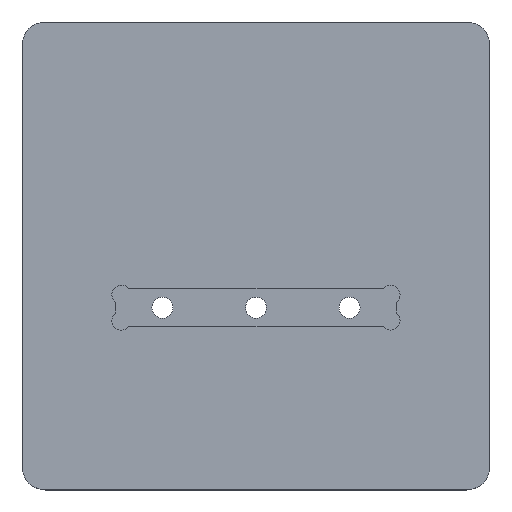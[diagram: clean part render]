
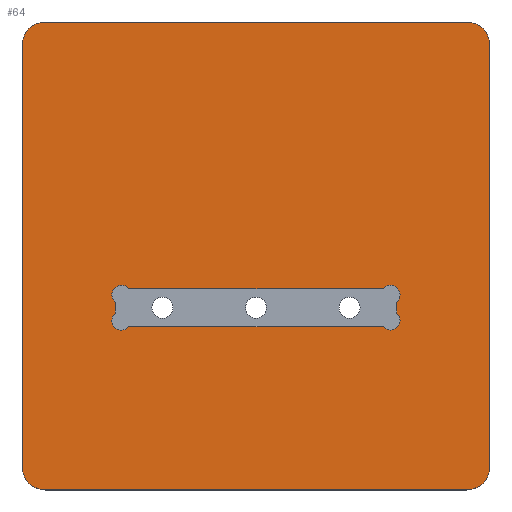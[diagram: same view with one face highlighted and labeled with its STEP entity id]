
A CAD part, top view. The second image highlights one B-rep face of the part: STEP entity #64.
In plain terms, the highlighted planar face has unit normal (0, 0, 1).
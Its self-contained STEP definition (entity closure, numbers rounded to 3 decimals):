
#2 = DIRECTION ( 'NONE',  ( 0., 0., 1. ) ) ;
#4 = DIRECTION ( 'NONE',  ( -1., 0., 0. ) ) ;
#11 = CIRCLE ( 'NONE', #935, 2.05 ) ;
#15 = EDGE_CURVE ( 'NONE', #397, #577, #648, .T. ) ;
#26 = DIRECTION ( 'NONE',  ( -1., 0., 0. ) ) ;
#33 = ORIENTED_EDGE ( 'NONE', *, *, #96, .F. ) ;
#38 = EDGE_LOOP ( 'NONE', ( #80, #660, #83, #224, #238, #473, #291, #504 ) ) ;
#43 = CARTESIAN_POINT ( 'NONE',  ( 0., 0., 8. ) ) ;
#47 = VERTEX_POINT ( 'NONE', #337 ) ;
#64 = ADVANCED_FACE ( 'NONE', ( #802, #234 ), #223, .F. ) ;
#74 = DIRECTION ( 'NONE',  ( 1., 0., 0. ) ) ;
#75 = CARTESIAN_POINT ( 'NONE',  ( 77.163, 43., 8. ) ) ;
#77 = EDGE_CURVE ( 'NONE', #915, #397, #623, .T. ) ;
#78 = CARTESIAN_POINT ( 'NONE',  ( 19.95, 40.113, 8. ) ) ;
#80 = ORIENTED_EDGE ( 'NONE', *, *, #669, .T. ) ;
#83 = ORIENTED_EDGE ( 'NONE', *, *, #419, .T. ) ;
#86 = AXIS2_PLACEMENT_3D ( 'NONE', #357, #800, #284 ) ;
#95 = VERTEX_POINT ( 'NONE', #176 ) ;
#96 = EDGE_CURVE ( 'NONE', #259, #156, #777, .T. ) ;
#97 = DIRECTION ( 'NONE',  ( 0., 0., 1. ) ) ;
#99 = VERTEX_POINT ( 'NONE', #828 ) ;
#106 = DIRECTION ( 'NONE',  ( 1., 0., 0. ) ) ;
#110 = CARTESIAN_POINT ( 'NONE',  ( 19.95, 34.9, 8. ) ) ;
#113 = EDGE_CURVE ( 'NONE', #436, #259, #11, .T. ) ;
#117 = CARTESIAN_POINT ( 'NONE',  ( 80.792, 41.692, 8. ) ) ;
#122 = DIRECTION ( 'NONE',  ( 1., 0., 0. ) ) ;
#129 = AXIS2_PLACEMENT_3D ( 'NONE', #268, #484, #618 ) ;
#130 = CARTESIAN_POINT ( 'NONE',  ( 0., 100., 8. ) ) ;
#141 = EDGE_CURVE ( 'NONE', #939, #743, #211, .T. ) ;
#143 = ORIENTED_EDGE ( 'NONE', *, *, #755, .F. ) ;
#150 = CARTESIAN_POINT ( 'NONE',  ( 80.05, 43., 8. ) ) ;
#155 = CARTESIAN_POINT ( 'NONE',  ( 19.95, 37.787, 8. ) ) ;
#156 = VERTEX_POINT ( 'NONE', #890 ) ;
#161 = CARTESIAN_POINT ( 'NONE',  ( 78.742, 41.692, 8. ) ) ;
#176 = CARTESIAN_POINT ( 'NONE',  ( 0., 5., 8. ) ) ;
#187 = ORIENTED_EDGE ( 'NONE', *, *, #908, .F. ) ;
#205 = CARTESIAN_POINT ( 'NONE',  ( 80.05, 37.787, 8. ) ) ;
#207 = CARTESIAN_POINT ( 'NONE',  ( 22.837, 34.9, 8. ) ) ;
#211 = LINE ( 'NONE', #150, #795 ) ;
#220 = DIRECTION ( 'NONE',  ( 0., 0., 1. ) ) ;
#223 = PLANE ( 'NONE',  #86 ) ;
#224 = ORIENTED_EDGE ( 'NONE', *, *, #77, .T. ) ;
#234 = FACE_OUTER_BOUND ( 'NONE', #38, .T. ) ;
#235 = DIRECTION ( 'NONE',  ( 0., 0., 1. ) ) ;
#238 = ORIENTED_EDGE ( 'NONE', *, *, #15, .T. ) ;
#244 = CARTESIAN_POINT ( 'NONE',  ( 5., 0., 8. ) ) ;
#245 = DIRECTION ( 'NONE',  ( -1., 0., 0. ) ) ;
#253 = EDGE_CURVE ( 'NONE', #711, #939, #329, .T. ) ;
#259 = VERTEX_POINT ( 'NONE', #207 ) ;
#260 = EDGE_CURVE ( 'NONE', #47, #95, #433, .T. ) ;
#268 = CARTESIAN_POINT ( 'NONE',  ( 95., 95., 8. ) ) ;
#284 = DIRECTION ( 'NONE',  ( -1., 0., 0. ) ) ;
#286 = CARTESIAN_POINT ( 'NONE',  ( 21.258, 41.692, 8. ) ) ;
#291 = ORIENTED_EDGE ( 'NONE', *, *, #260, .T. ) ;
#314 = ORIENTED_EDGE ( 'NONE', *, *, #867, .F. ) ;
#325 = CARTESIAN_POINT ( 'NONE',  ( 5., 5., 8. ) ) ;
#327 = VERTEX_POINT ( 'NONE', #75 ) ;
#329 = CIRCLE ( 'NONE', #739, 2.05 ) ;
#332 = ORIENTED_EDGE ( 'NONE', *, *, #719, .F. ) ;
#337 = CARTESIAN_POINT ( 'NONE',  ( 0., 95., 8. ) ) ;
#344 = CIRCLE ( 'NONE', #527, 2.05 ) ;
#357 = CARTESIAN_POINT ( 'NONE',  ( 0., 0., 8. ) ) ;
#367 = AXIS2_PLACEMENT_3D ( 'NONE', #286, #634, #122 ) ;
#374 = VERTEX_POINT ( 'NONE', #244 ) ;
#383 = LINE ( 'NONE', #815, #445 ) ;
#388 = DIRECTION ( 'NONE',  ( 0., 1., 0. ) ) ;
#397 = VERTEX_POINT ( 'NONE', #868 ) ;
#400 = DIRECTION ( 'NONE',  ( -1., 0., 0. ) ) ;
#414 = CARTESIAN_POINT ( 'NONE',  ( 19.95, 43., 8. ) ) ;
#419 = EDGE_CURVE ( 'NONE', #488, #915, #929, .T. ) ;
#433 = LINE ( 'NONE', #43, #824 ) ;
#436 = VERTEX_POINT ( 'NONE', #155 ) ;
#442 = EDGE_CURVE ( 'NONE', #99, #488, #754, .T. ) ;
#445 = VECTOR ( 'NONE', #885, 1000. ) ;
#452 = VECTOR ( 'NONE', #563, 1000. ) ;
#454 = AXIS2_PLACEMENT_3D ( 'NONE', #325, #769, #400 ) ;
#461 = ORIENTED_EDGE ( 'NONE', *, *, #253, .F. ) ;
#473 = ORIENTED_EDGE ( 'NONE', *, *, #547, .T. ) ;
#484 = DIRECTION ( 'NONE',  ( 0., 0., 1. ) ) ;
#488 = VERTEX_POINT ( 'NONE', #605 ) ;
#503 = AXIS2_PLACEMENT_3D ( 'NONE', #608, #695, #772 ) ;
#504 = ORIENTED_EDGE ( 'NONE', *, *, #616, .T. ) ;
#507 = VECTOR ( 'NONE', #388, 1000. ) ;
#526 = CIRCLE ( 'NONE', #454, 5. ) ;
#527 = AXIS2_PLACEMENT_3D ( 'NONE', #880, #2, #74 ) ;
#528 = DIRECTION ( 'NONE',  ( 0., 0., 1. ) ) ;
#534 = CARTESIAN_POINT ( 'NONE',  ( 22.837, 43., 8. ) ) ;
#547 = EDGE_CURVE ( 'NONE', #577, #47, #734, .T. ) ;
#551 = CARTESIAN_POINT ( 'NONE',  ( 80.792, 36.208, 8. ) ) ;
#558 = CARTESIAN_POINT ( 'NONE',  ( 19.95, 43., 8. ) ) ;
#563 = DIRECTION ( 'NONE',  ( -1., 0., 0. ) ) ;
#568 = VECTOR ( 'NONE', #776, 1000. ) ;
#577 = VERTEX_POINT ( 'NONE', #624 ) ;
#583 = CARTESIAN_POINT ( 'NONE',  ( 21.258, 36.208, 8. ) ) ;
#584 = LINE ( 'NONE', #558, #742 ) ;
#589 = VECTOR ( 'NONE', #794, 1000. ) ;
#605 = CARTESIAN_POINT ( 'NONE',  ( 100., 5., 8. ) ) ;
#608 = CARTESIAN_POINT ( 'NONE',  ( 5., 95., 8. ) ) ;
#614 = VERTEX_POINT ( 'NONE', #117 ) ;
#616 = EDGE_CURVE ( 'NONE', #95, #374, #526, .T. ) ;
#618 = DIRECTION ( 'NONE',  ( -1., 0., 0. ) ) ;
#623 = CIRCLE ( 'NONE', #129, 5. ) ;
#624 = CARTESIAN_POINT ( 'NONE',  ( 5., 100., 8. ) ) ;
#634 = DIRECTION ( 'NONE',  ( 0., 0., 1. ) ) ;
#648 = LINE ( 'NONE', #130, #452 ) ;
#652 = CIRCLE ( 'NONE', #896, 2.05 ) ;
#657 = DIRECTION ( 'NONE',  ( -1., 0., 0. ) ) ;
#660 = ORIENTED_EDGE ( 'NONE', *, *, #442, .T. ) ;
#662 = LINE ( 'NONE', #414, #589 ) ;
#667 = CARTESIAN_POINT ( 'NONE',  ( 80.05, 40.113, 8. ) ) ;
#669 = EDGE_CURVE ( 'NONE', #374, #99, #383, .T. ) ;
#672 = VERTEX_POINT ( 'NONE', #534 ) ;
#680 = AXIS2_PLACEMENT_3D ( 'NONE', #922, #97, #943 ) ;
#681 = EDGE_LOOP ( 'NONE', ( #696, #461, #314, #33, #889, #332, #187, #919, #143, #876 ) ) ;
#682 = CARTESIAN_POINT ( 'NONE',  ( 100., 0., 8. ) ) ;
#695 = DIRECTION ( 'NONE',  ( 0., 0., 1. ) ) ;
#696 = ORIENTED_EDGE ( 'NONE', *, *, #141, .F. ) ;
#711 = VERTEX_POINT ( 'NONE', #551 ) ;
#719 = EDGE_CURVE ( 'NONE', #807, #436, #662, .T. ) ;
#727 = CIRCLE ( 'NONE', #680, 2.05 ) ;
#734 = CIRCLE ( 'NONE', #503, 5. ) ;
#739 = AXIS2_PLACEMENT_3D ( 'NONE', #934, #780, #106 ) ;
#742 = VECTOR ( 'NONE', #245, 1000. ) ;
#743 = VERTEX_POINT ( 'NONE', #667 ) ;
#744 = DIRECTION ( 'NONE',  ( 0., -1., 0. ) ) ;
#753 = CARTESIAN_POINT ( 'NONE',  ( 95., 5., 8. ) ) ;
#754 = CIRCLE ( 'NONE', #806, 5. ) ;
#755 = EDGE_CURVE ( 'NONE', #614, #327, #652, .T. ) ;
#764 = CIRCLE ( 'NONE', #367, 2.05 ) ;
#769 = DIRECTION ( 'NONE',  ( 0., 0., 1. ) ) ;
#772 = DIRECTION ( 'NONE',  ( -1., 0., 0. ) ) ;
#776 = DIRECTION ( 'NONE',  ( 1., 0., 0. ) ) ;
#777 = LINE ( 'NONE', #110, #568 ) ;
#780 = DIRECTION ( 'NONE',  ( 0., 0., 1. ) ) ;
#794 = DIRECTION ( 'NONE',  ( 0., -1., 0. ) ) ;
#795 = VECTOR ( 'NONE', #898, 1000. ) ;
#800 = DIRECTION ( 'NONE',  ( 0., 0., -1. ) ) ;
#802 = FACE_BOUND ( 'NONE', #681, .T. ) ;
#806 = AXIS2_PLACEMENT_3D ( 'NONE', #753, #528, #26 ) ;
#807 = VERTEX_POINT ( 'NONE', #78 ) ;
#810 = EDGE_CURVE ( 'NONE', #743, #614, #727, .T. ) ;
#815 = CARTESIAN_POINT ( 'NONE',  ( 0., 0., 8. ) ) ;
#824 = VECTOR ( 'NONE', #744, 1000. ) ;
#828 = CARTESIAN_POINT ( 'NONE',  ( 95., 0., 8. ) ) ;
#867 = EDGE_CURVE ( 'NONE', #156, #711, #344, .T. ) ;
#868 = CARTESIAN_POINT ( 'NONE',  ( 95., 100., 8. ) ) ;
#876 = ORIENTED_EDGE ( 'NONE', *, *, #810, .F. ) ;
#880 = CARTESIAN_POINT ( 'NONE',  ( 78.742, 36.208, 8. ) ) ;
#885 = DIRECTION ( 'NONE',  ( 1., 0., 0. ) ) ;
#889 = ORIENTED_EDGE ( 'NONE', *, *, #113, .F. ) ;
#890 = CARTESIAN_POINT ( 'NONE',  ( 77.163, 34.9, 8. ) ) ;
#896 = AXIS2_PLACEMENT_3D ( 'NONE', #161, #235, #4 ) ;
#898 = DIRECTION ( 'NONE',  ( 0., 1., 0. ) ) ;
#908 = EDGE_CURVE ( 'NONE', #672, #807, #764, .T. ) ;
#915 = VERTEX_POINT ( 'NONE', #921 ) ;
#917 = EDGE_CURVE ( 'NONE', #327, #672, #584, .T. ) ;
#919 = ORIENTED_EDGE ( 'NONE', *, *, #917, .F. ) ;
#921 = CARTESIAN_POINT ( 'NONE',  ( 100., 95., 8. ) ) ;
#922 = CARTESIAN_POINT ( 'NONE',  ( 78.742, 41.692, 8. ) ) ;
#929 = LINE ( 'NONE', #682, #507 ) ;
#934 = CARTESIAN_POINT ( 'NONE',  ( 78.742, 36.208, 8. ) ) ;
#935 = AXIS2_PLACEMENT_3D ( 'NONE', #583, #220, #657 ) ;
#939 = VERTEX_POINT ( 'NONE', #205 ) ;
#943 = DIRECTION ( 'NONE',  ( -1., 0., 0. ) ) ;
